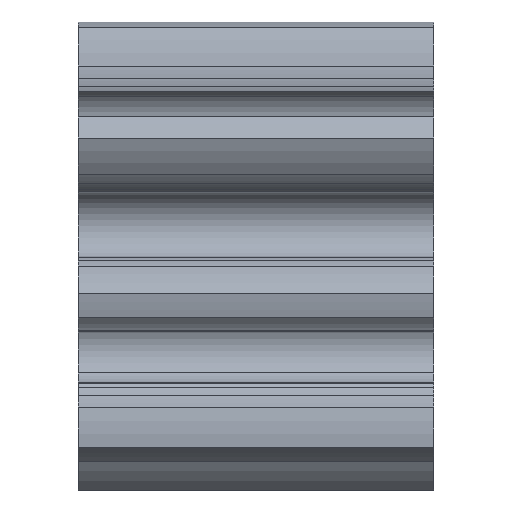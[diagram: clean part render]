
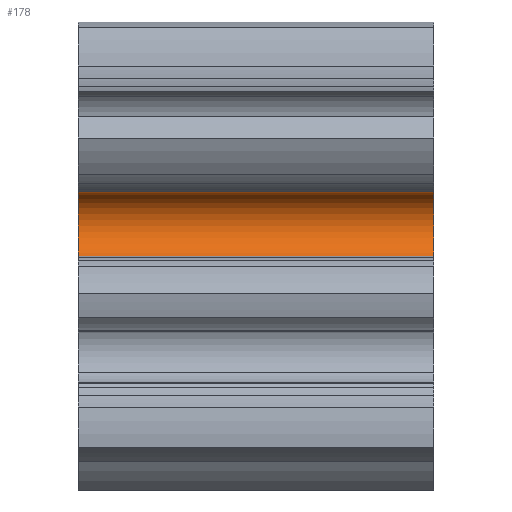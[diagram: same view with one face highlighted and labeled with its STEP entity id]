
A CAD part, front view. The second image highlights one B-rep face of the part: STEP entity #178.
In plain terms, the highlighted cylindrical face has radius 1.493 mm (diameter 2.985 mm), a partial arc.
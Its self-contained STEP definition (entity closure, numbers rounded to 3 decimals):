
#178=ADVANCED_FACE('',(#437),#438,.F.);
#437=FACE_OUTER_BOUND('',#774,.T.);
#438=CYLINDRICAL_SURFACE('',#775,1.493);
#774=EDGE_LOOP('',(#1317,#1318,#1319,#1320));
#775=AXIS2_PLACEMENT_3D('',#1321,#1322,#1323);
#1317=ORIENTED_EDGE('',*,*,#2182,.T.);
#1318=ORIENTED_EDGE('',*,*,#2222,.F.);
#1319=ORIENTED_EDGE('',*,*,#2177,.T.);
#1320=ORIENTED_EDGE('',*,*,#2303,.F.);
#1321=CARTESIAN_POINT('',(7.5,-6.754,1.265));
#1322=DIRECTION('',(-1.0,0.0,0.0));
#1323=DIRECTION('',(0.0,0.0,-1.0));
#2177=EDGE_CURVE('',#2656,#2657,#2658,.T.);
#2182=EDGE_CURVE('',#2665,#2666,#2667,.T.);
#2222=EDGE_CURVE('',#2656,#2666,#2732,.T.);
#2303=EDGE_CURVE('',#2665,#2657,#2877,.T.);
#2656=VERTEX_POINT('',#3325);
#2657=VERTEX_POINT('',#3326);
#2658=LINE('',#3327,#3328);
#2665=VERTEX_POINT('',#3336);
#2666=VERTEX_POINT('',#3337);
#2667=LINE('',#3338,#3339);
#2732=CIRCLE('',#3414,1.493);
#2877=CIRCLE('',#3560,1.493);
#3325=CARTESIAN_POINT('',(15.0,-6.754,2.758));
#3326=CARTESIAN_POINT('',(0.0,-6.754,2.758));
#3327=CARTESIAN_POINT('',(7.5,-6.754,2.758));
#3328=VECTOR('',#4042,1.0);
#3336=CARTESIAN_POINT('',(0.0,-6.754,-0.228));
#3337=CARTESIAN_POINT('',(15.0,-6.754,-0.228));
#3338=CARTESIAN_POINT('',(7.5,-6.754,-0.228));
#3339=VECTOR('',#4050,1.0);
#3414=AXIS2_PLACEMENT_3D('',#4127,#4128,#4129);
#3560=AXIS2_PLACEMENT_3D('',#4362,#4363,#4364);
#4042=DIRECTION('',(-1.0,0.0,0.0));
#4050=DIRECTION('',(1.0,-0.0,0.0));
#4127=CARTESIAN_POINT('',(15.0,-6.754,1.265));
#4128=DIRECTION('',(-1.0,-0.0,-0.0));
#4129=DIRECTION('',(0.0,0.0,-1.0));
#4362=CARTESIAN_POINT('',(0.0,-6.754,1.265));
#4363=DIRECTION('',(1.0,-0.0,0.0));
#4364=DIRECTION('',(0.0,0.0,-1.0));
